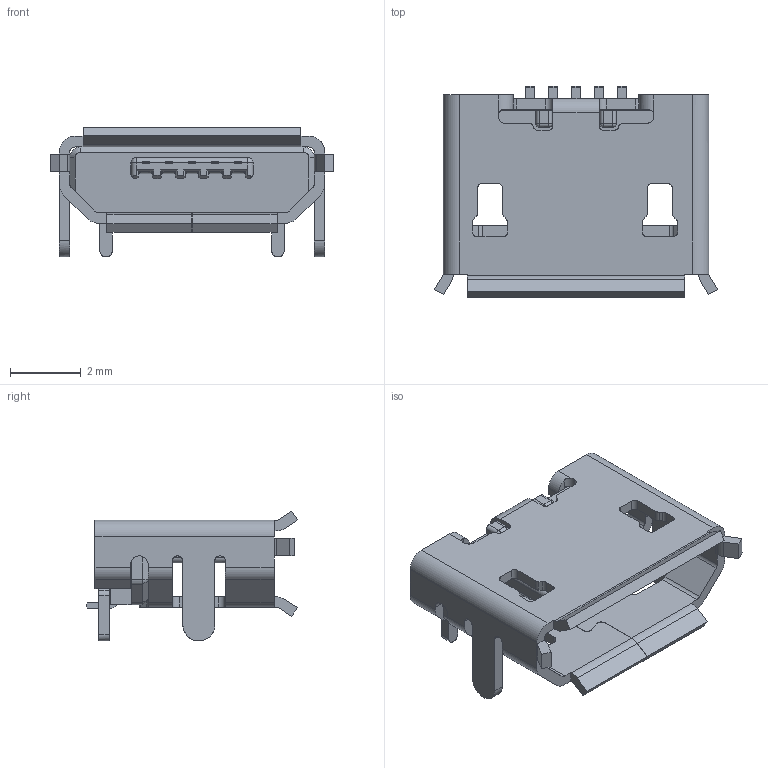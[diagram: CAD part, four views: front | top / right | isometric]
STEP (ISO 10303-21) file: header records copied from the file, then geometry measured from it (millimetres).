
FILE_DESCRIPTION (( 'STEP AP214' ), '1' );
FILE_NAME ('35a07158a93e40d.step', '2025-12-15T07:05:03', ( '' ), ( '' ), 'SwSTEP 2.0', 'SolidWorks 2021', '' );
FILE_SCHEMA (( 'AUTOMOTIVE_DESIGN' ));
Length unit declared in the file: millimetre
Products named in the file (1): 35a07158a93e40d
Bounding box: 8 x 5.96 x 3.66 mm (x, y, z)
Surface area: 303.6 mm2 (no closed solid volume)
Topology: 0 solids, 7 shells, 780 faces, 2254 edges, 1485 vertices
Faces by surface type: plane 497, cylinder 269, cone 6, sphere 6, bspline 2
Entity records: 35844 total; most frequent: CARTESIAN_POINT 8844, ORIENTED_EDGE 4480, DIRECTION 2886, EDGE_CURVE 2248, VERTEX_POINT 1485, B_SPLINE_CURVE_WITH_KNOTS 1143, AXIS2_PLACEMENT_3D 1032, LINE 822
